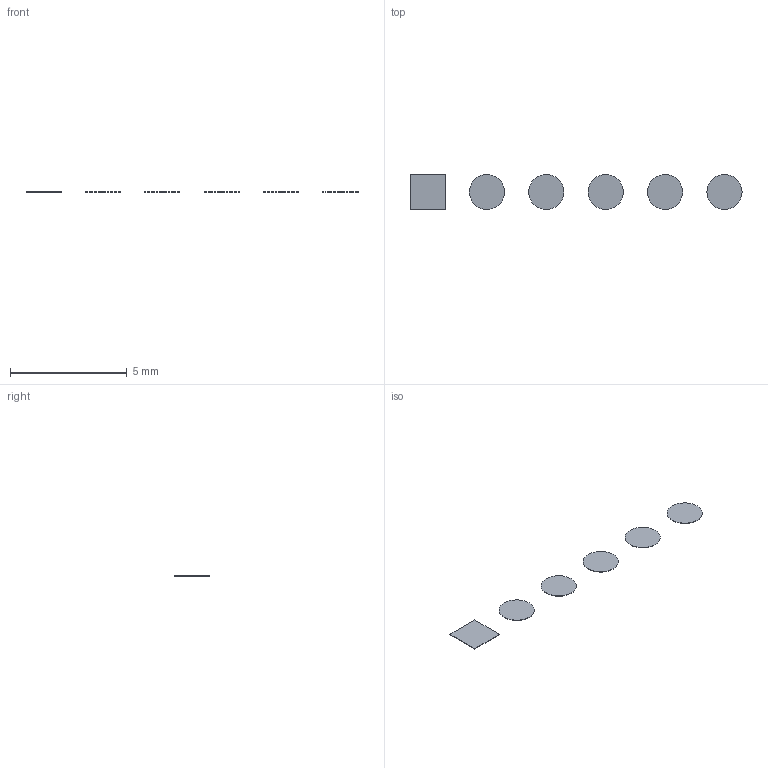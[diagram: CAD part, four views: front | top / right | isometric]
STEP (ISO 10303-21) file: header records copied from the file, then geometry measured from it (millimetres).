
FILE_DESCRIPTION (( 'STEP AP214' ), '1' );
FILE_NAME ('PLS6_NoHole.STEP', '2020-04-24T13:10:23', ( '' ), ( '' ), 'SwSTEP 2.0', 'SolidWorks 2020', '' );
FILE_SCHEMA (( 'AUTOMOTIVE_DESIGN' ));
Length unit declared in the file: millimetre
Products named in the file (1): PLS6_NoHole
Bounding box: 14.2 x 1.5 x 0.02 mm (x, y, z)
Volume: 0.2 mm3; surface area: 22.8 mm2
Topology: 6 solids, 6 shells, 26 faces, 42 edges, 28 vertices
Faces by surface type: plane 16, cylinder 10
Entity records: 685 total; most frequent: DIRECTION 116, CARTESIAN_POINT 97, ORIENTED_EDGE 84, AXIS2_PLACEMENT_3D 47, EDGE_CURVE 42, VERTEX_POINT 28, EDGE_LOOP 26, ADVANCED_FACE 26
